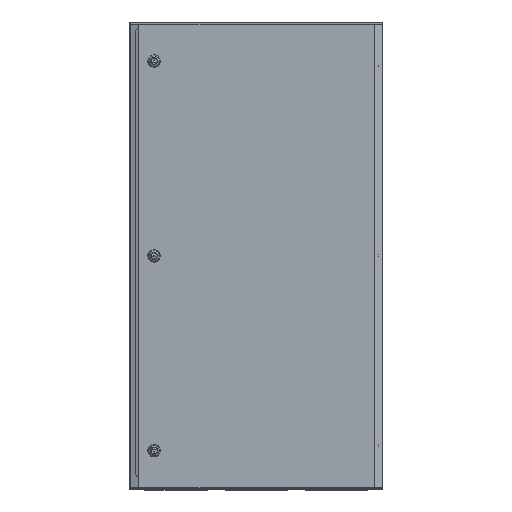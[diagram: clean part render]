
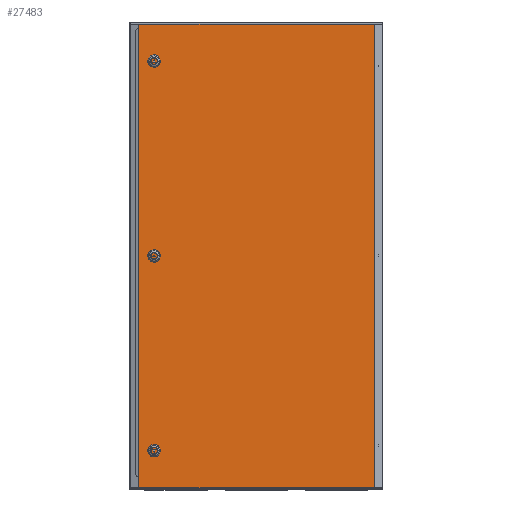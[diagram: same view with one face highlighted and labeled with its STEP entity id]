
A CAD part, top view. The second image highlights one B-rep face of the part: STEP entity #27483.
In plain terms, the highlighted planar face has unit normal (-0.002, 0, 1).
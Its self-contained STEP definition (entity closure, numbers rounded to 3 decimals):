
#1048 = CARTESIAN_POINT ( 'NONE',  ( -265., 500., 0. ) ) ;
#1088 = EDGE_CURVE ( 'NONE', #30114, #23198, #13987, .T. ) ;
#1979 = AXIS2_PLACEMENT_3D ( 'NONE', #12979, #29874, #15499 ) ;
#2787 = CARTESIAN_POINT ( 'NONE',  ( -265., 0., 0. ) ) ;
#3499 = EDGE_CURVE ( 'NONE', #27938, #25941, #21494, .T. ) ;
#3768 = EDGE_LOOP ( 'NONE', ( #25651, #5868 ) ) ;
#3891 = CARTESIAN_POINT ( 'NONE',  ( -262., 500., 0. ) ) ;
#3998 = EDGE_LOOP ( 'NONE', ( #26525, #8838, #16027, #20296 ) ) ;
#4035 = CARTESIAN_POINT ( 'NONE',  ( -302.921, -595., 0. ) ) ;
#4800 = EDGE_LOOP ( 'NONE', ( #18058, #10429 ) ) ;
#4907 = FACE_OUTER_BOUND ( 'NONE', #3998, .T. ) ;
#4971 = LINE ( 'NONE', #4035, #30840 ) ;
#5275 = AXIS2_PLACEMENT_3D ( 'NONE', #8186, #30027, #15651 ) ;
#5634 = ORIENTED_EDGE ( 'NONE', *, *, #21160, .F. ) ;
#5699 = FACE_BOUND ( 'NONE', #3768, .T. ) ;
#5868 = ORIENTED_EDGE ( 'NONE', *, *, #9955, .F. ) ;
#5925 = CARTESIAN_POINT ( 'NONE',  ( -302.921, 595., 0. ) ) ;
#6061 = CARTESIAN_POINT ( 'NONE',  ( -262., -500., 0. ) ) ;
#6186 = CARTESIAN_POINT ( 'NONE',  ( -263.5, -500., 0. ) ) ;
#6213 = AXIS2_PLACEMENT_3D ( 'NONE', #24006, #23926, #23892 ) ;
#6233 = CARTESIAN_POINT ( 'NONE',  ( -263.5, 500., 0. ) ) ;
#6272 = ORIENTED_EDGE ( 'NONE', *, *, #24507, .F. ) ;
#6447 = DIRECTION ( 'NONE',  ( 0., 0., 1. ) ) ;
#6479 = DIRECTION ( 'NONE',  ( 1., 0., 0. ) ) ;
#7390 = AXIS2_PLACEMENT_3D ( 'NONE', #6186, #23398, #8704 ) ;
#7516 = AXIS2_PLACEMENT_3D ( 'NONE', #10644, #10581, #10548 ) ;
#7750 = CARTESIAN_POINT ( 'NONE',  ( -265., -500., 0. ) ) ;
#8186 = CARTESIAN_POINT ( 'NONE',  ( -302.921, 595., 0. ) ) ;
#8704 = DIRECTION ( 'NONE',  ( -1., 0., 0. ) ) ;
#8731 = VECTOR ( 'NONE', #23136, 1000. ) ;
#8838 = ORIENTED_EDGE ( 'NONE', *, *, #18691, .F. ) ;
#9571 = AXIS2_PLACEMENT_3D ( 'NONE', #24462, #9816, #26897 ) ;
#9816 = DIRECTION ( 'NONE',  ( 0., 0., 1. ) ) ;
#9955 = EDGE_CURVE ( 'NONE', #29274, #31421, #19333, .T. ) ;
#10368 = LINE ( 'NONE', #29648, #24124 ) ;
#10429 = ORIENTED_EDGE ( 'NONE', *, *, #14975, .F. ) ;
#10548 = DIRECTION ( 'NONE',  ( 1., 0., 0. ) ) ;
#10581 = DIRECTION ( 'NONE',  ( 0., 0., 1. ) ) ;
#10644 = CARTESIAN_POINT ( 'NONE',  ( -263.5, 0., 0. ) ) ;
#11309 = EDGE_CURVE ( 'NONE', #31421, #29274, #15397, .T. ) ;
#11345 = CIRCLE ( 'NONE', #1979, 1.5 ) ;
#11535 = FACE_BOUND ( 'NONE', #4800, .T. ) ;
#11835 = EDGE_LOOP ( 'NONE', ( #6272, #5634 ) ) ;
#12979 = CARTESIAN_POINT ( 'NONE',  ( -263.5, 500., 0. ) ) ;
#13300 = EDGE_CURVE ( 'NONE', #25941, #19153, #27480, .T. ) ;
#13461 = CARTESIAN_POINT ( 'NONE',  ( -302.921, 595., 0. ) ) ;
#13987 = CIRCLE ( 'NONE', #27901, 1.5 ) ;
#14975 = EDGE_CURVE ( 'NONE', #23198, #30114, #11345, .T. ) ;
#14994 = VECTOR ( 'NONE', #19148, 1000. ) ;
#15253 = DIRECTION ( 'NONE',  ( 0., -1., 0. ) ) ;
#15397 = CIRCLE ( 'NONE', #7516, 1.5 ) ;
#15499 = DIRECTION ( 'NONE',  ( 1., 0., 0. ) ) ;
#15651 = DIRECTION ( 'NONE',  ( 1., 0., 0. ) ) ;
#16027 = ORIENTED_EDGE ( 'NONE', *, *, #3499, .T. ) ;
#17417 = EDGE_CURVE ( 'NONE', #25145, #19153, #4971, .T. ) ;
#18058 = ORIENTED_EDGE ( 'NONE', *, *, #1088, .F. ) ;
#18586 = CARTESIAN_POINT ( 'NONE',  ( -262., 0., 0. ) ) ;
#18691 = EDGE_CURVE ( 'NONE', #27938, #25145, #10368, .T. ) ;
#18879 = DIRECTION ( 'NONE',  ( -1., 0., 0. ) ) ;
#19148 = DIRECTION ( 'NONE',  ( -1., 0., 0. ) ) ;
#19153 = VERTEX_POINT ( 'NONE', #29119 ) ;
#19333 = CIRCLE ( 'NONE', #6213, 1.5 ) ;
#19499 = VERTEX_POINT ( 'NONE', #6061 ) ;
#19750 = CARTESIAN_POINT ( 'NONE',  ( -302.921, 595., 0. ) ) ;
#20296 = ORIENTED_EDGE ( 'NONE', *, *, #13300, .T. ) ;
#21160 = EDGE_CURVE ( 'NONE', #27401, #19499, #27846, .T. ) ;
#21494 = LINE ( 'NONE', #19750, #14994 ) ;
#23136 = DIRECTION ( 'NONE',  ( 0., -1., 0. ) ) ;
#23198 = VERTEX_POINT ( 'NONE', #1048 ) ;
#23398 = DIRECTION ( 'NONE',  ( 0., 0., 1. ) ) ;
#23735 = CARTESIAN_POINT ( 'NONE',  ( 302.921, 595., 0. ) ) ;
#23892 = DIRECTION ( 'NONE',  ( 1., 0., 0. ) ) ;
#23926 = DIRECTION ( 'NONE',  ( 0., 0., 1. ) ) ;
#24006 = CARTESIAN_POINT ( 'NONE',  ( -263.5, 0., 0. ) ) ;
#24124 = VECTOR ( 'NONE', #15253, 1000. ) ;
#24462 = CARTESIAN_POINT ( 'NONE',  ( -263.5, -500., 0. ) ) ;
#24507 = EDGE_CURVE ( 'NONE', #19499, #27401, #30137, .T. ) ;
#25145 = VERTEX_POINT ( 'NONE', #29461 ) ;
#25300 = PLANE ( 'NONE',  #5275 ) ;
#25651 = ORIENTED_EDGE ( 'NONE', *, *, #11309, .F. ) ;
#25941 = VERTEX_POINT ( 'NONE', #13461 ) ;
#26525 = ORIENTED_EDGE ( 'NONE', *, *, #17417, .F. ) ;
#26897 = DIRECTION ( 'NONE',  ( -1., 0., 0. ) ) ;
#27401 = VERTEX_POINT ( 'NONE', #7750 ) ;
#27480 = LINE ( 'NONE', #5925, #8731 ) ;
#27483 = ADVANCED_FACE ( 'NONE', ( #5699, #30071, #11535, #4907 ), #25300, .T. ) ;
#27846 = CIRCLE ( 'NONE', #7390, 1.5 ) ;
#27901 = AXIS2_PLACEMENT_3D ( 'NONE', #6233, #6447, #6479 ) ;
#27938 = VERTEX_POINT ( 'NONE', #23735 ) ;
#29119 = CARTESIAN_POINT ( 'NONE',  ( -302.921, -595., 0. ) ) ;
#29274 = VERTEX_POINT ( 'NONE', #2787 ) ;
#29461 = CARTESIAN_POINT ( 'NONE',  ( 302.921, -595., 0. ) ) ;
#29648 = CARTESIAN_POINT ( 'NONE',  ( 302.921, 595., 0. ) ) ;
#29874 = DIRECTION ( 'NONE',  ( 0., 0., 1. ) ) ;
#30027 = DIRECTION ( 'NONE',  ( 0., 0., 1. ) ) ;
#30071 = FACE_BOUND ( 'NONE', #11835, .T. ) ;
#30114 = VERTEX_POINT ( 'NONE', #3891 ) ;
#30137 = CIRCLE ( 'NONE', #9571, 1.5 ) ;
#30840 = VECTOR ( 'NONE', #18879, 1000. ) ;
#31421 = VERTEX_POINT ( 'NONE', #18586 ) ;
